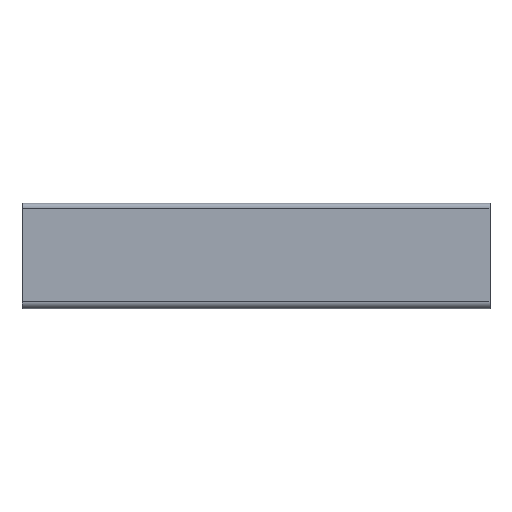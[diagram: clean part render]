
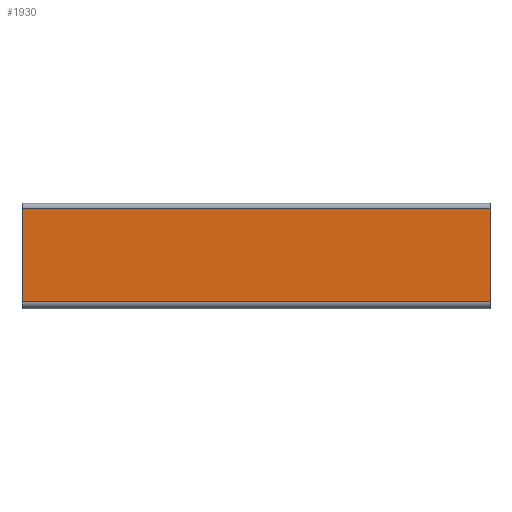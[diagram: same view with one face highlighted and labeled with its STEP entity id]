
A CAD part, left-side view. The second image highlights one B-rep face of the part: STEP entity #1930.
In plain terms, the highlighted planar face has unit normal (-1, 0, 0).
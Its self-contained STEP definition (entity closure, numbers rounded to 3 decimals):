
#106 = VERTEX_POINT ( 'NONE', #1692 ) ;
#158 = ORIENTED_EDGE ( 'NONE', *, *, #2204, .T. ) ;
#186 = ORIENTED_EDGE ( 'NONE', *, *, #975, .T. ) ;
#542 = VECTOR ( 'NONE', #1673, 1000. ) ;
#596 = LINE ( 'NONE', #1887, #542 ) ;
#666 = LINE ( 'NONE', #943, #2152 ) ;
#691 = PLANE ( 'NONE',  #780 ) ;
#761 = DIRECTION ( 'NONE',  ( 0., 1., 0. ) ) ;
#780 = AXIS2_PLACEMENT_3D ( 'NONE', #1953, #2125, #1062 ) ;
#943 = CARTESIAN_POINT ( 'NONE',  ( -22.5, 0., 0. ) ) ;
#944 = LINE ( 'NONE', #1836, #1561 ) ;
#967 = VERTEX_POINT ( 'NONE', #1131 ) ;
#975 = EDGE_CURVE ( 'NONE', #2337, #106, #666, .T. ) ;
#1062 = DIRECTION ( 'NONE',  ( 0., 0., 1. ) ) ;
#1131 = CARTESIAN_POINT ( 'NONE',  ( -22.5, 200., 20.5 ) ) ;
#1230 = ORIENTED_EDGE ( 'NONE', *, *, #2268, .T. ) ;
#1327 = EDGE_LOOP ( 'NONE', ( #186, #1230, #2021, #158 ) ) ;
#1532 = VECTOR ( 'NONE', #2042, 1000. ) ;
#1539 = CARTESIAN_POINT ( 'NONE',  ( -22.5, 0., -19.5 ) ) ;
#1561 = VECTOR ( 'NONE', #761, 1000. ) ;
#1673 = DIRECTION ( 'NONE',  ( 0., 0., 1. ) ) ;
#1692 = CARTESIAN_POINT ( 'NONE',  ( -22.5, 0., 20.5 ) ) ;
#1726 = FACE_OUTER_BOUND ( 'NONE', #1327, .T. ) ;
#1738 = EDGE_CURVE ( 'NONE', #2109, #967, #596, .T. ) ;
#1807 = DIRECTION ( 'NONE',  ( 0., 0., 1. ) ) ;
#1836 = CARTESIAN_POINT ( 'NONE',  ( -22.5, 0., 20.5 ) ) ;
#1864 = CARTESIAN_POINT ( 'NONE',  ( -22.5, 0., -19.5 ) ) ;
#1887 = CARTESIAN_POINT ( 'NONE',  ( -22.5, 200., 0. ) ) ;
#1930 = ADVANCED_FACE ( 'NONE', ( #1726 ), #691, .T. ) ;
#1953 = CARTESIAN_POINT ( 'NONE',  ( -22.5, 0., -19.5 ) ) ;
#2021 = ORIENTED_EDGE ( 'NONE', *, *, #1738, .F. ) ;
#2042 = DIRECTION ( 'NONE',  ( 0., -1., 0. ) ) ;
#2109 = VERTEX_POINT ( 'NONE', #2147 ) ;
#2125 = DIRECTION ( 'NONE',  ( -1., 0., 0. ) ) ;
#2147 = CARTESIAN_POINT ( 'NONE',  ( -22.5, 200., -19.5 ) ) ;
#2152 = VECTOR ( 'NONE', #1807, 1000. ) ;
#2204 = EDGE_CURVE ( 'NONE', #2109, #2337, #2317, .T. ) ;
#2268 = EDGE_CURVE ( 'NONE', #106, #967, #944, .T. ) ;
#2317 = LINE ( 'NONE', #1864, #1532 ) ;
#2337 = VERTEX_POINT ( 'NONE', #1539 ) ;
